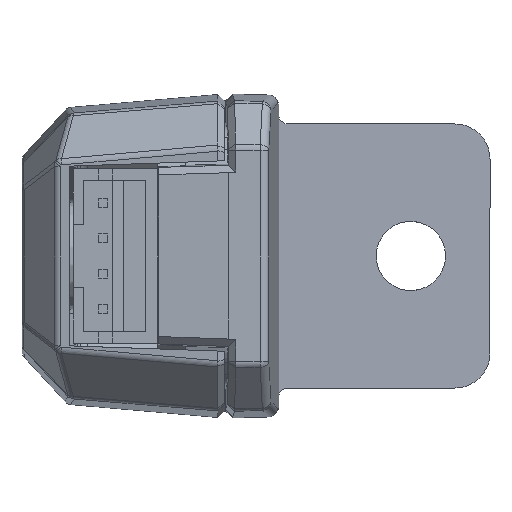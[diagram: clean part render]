
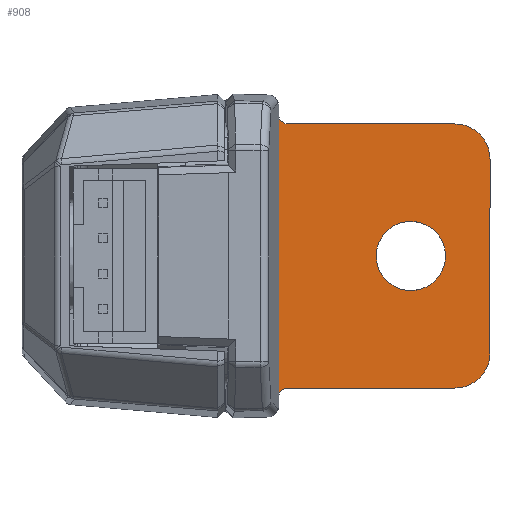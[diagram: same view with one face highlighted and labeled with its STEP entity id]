
A CAD part, left-side view. The second image highlights one B-rep face of the part: STEP entity #908.
In plain terms, the highlighted planar face has unit normal (-1, -0.009, 0).
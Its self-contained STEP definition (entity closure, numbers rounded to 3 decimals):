
#74 = CARTESIAN_POINT ( 'NONE',  ( -18.696, -0.569, 7.5 ) ) ;
#290 = CARTESIAN_POINT ( 'NONE',  ( -18.603, -11.238, 7.494 ) ) ;
#751 = ORIENTED_EDGE ( 'NONE', *, *, #17015, .T. ) ;
#908 = ADVANCED_FACE ( 'NONE', ( #12132, #10750 ), #8859, .T. ) ;
#1053 = VERTEX_POINT ( 'NONE', #74 ) ;
#1268 = VECTOR ( 'NONE', #12657, 1000. ) ;
#1415 = CARTESIAN_POINT ( 'NONE',  ( -18.613, -10.069, -7.495 ) ) ;
#1777 = CARTESIAN_POINT ( 'NONE',  ( -18.7, -0.07, 8. ) ) ;
#2184 = DIRECTION ( 'NONE',  ( -1., -0.009, 0. ) ) ;
#2717 = VERTEX_POINT ( 'NONE', #24483 ) ;
#2974 = ORIENTED_EDGE ( 'NONE', *, *, #19828, .F. ) ;
#3541 = CARTESIAN_POINT ( 'NONE',  ( -18.635, -7.57, 1.963 ) ) ;
#4026 = DIRECTION ( 'NONE',  ( 0., 0., 1. ) ) ;
#4265 = DIRECTION ( 'NONE',  ( 0., 0., -1. ) ) ;
#4469 = CARTESIAN_POINT ( 'NONE',  ( -18.7, -0.07, 0. ) ) ;
#4482 = CARTESIAN_POINT ( 'NONE',  ( -18.613, -10.069, 7.495 ) ) ;
#4566 = CARTESIAN_POINT ( 'NONE',  ( -18.595, -12.064, 6.667 ) ) ;
#4653 =( BOUNDED_CURVE ( )  B_SPLINE_CURVE ( 3, ( #3541, #23413, #10308, #12412, #20883, #12120, #5990 ),
 .UNSPECIFIED., .F., .F. ) 
 B_SPLINE_CURVE_WITH_KNOTS ( ( 4, 3, 4 ),
 ( 4.712, 6.283, 7.854 ),
 .UNSPECIFIED. ) 
 CURVE ( )  GEOMETRIC_REPRESENTATION_ITEM ( )  RATIONAL_B_SPLINE_CURVE ( ( 1., 0.805, 0.805, 1., 0.805, 0.805, 1. ) ) 
 REPRESENTATION_ITEM ( '' )  );
#5678 =( BOUNDED_CURVE ( )  B_SPLINE_CURVE ( 3, ( #17859, #11332, #15719, #26513 ),
 .UNSPECIFIED., .F., .F. ) 
 B_SPLINE_CURVE_WITH_KNOTS ( ( 4, 4 ),
 ( 2.514, 4.082 ),
 .UNSPECIFIED. ) 
 CURVE ( )  GEOMETRIC_REPRESENTATION_ITEM ( )  RATIONAL_B_SPLINE_CURVE ( ( 1., 0.805, 0.805, 1. ) ) 
 REPRESENTATION_ITEM ( '' )  );
#5956 = CARTESIAN_POINT ( 'NONE',  ( -18.613, -10.069, -7.495 ) ) ;
#5990 = CARTESIAN_POINT ( 'NONE',  ( -18.635, -7.57, -1.963 ) ) ;
#6194 = CARTESIAN_POINT ( 'NONE',  ( -18.635, -7.57, 1.963 ) ) ;
#6304 = LINE ( 'NONE', #8989, #12121 ) ;
#6727 = CARTESIAN_POINT ( 'NONE',  ( -18.635, -7.57, -1.963 ) ) ;
#7656 = VERTEX_POINT ( 'NONE', #12299 ) ;
#8111 = ORIENTED_EDGE ( 'NONE', *, *, #28109, .T. ) ;
#8752 = DIRECTION ( 'NONE',  ( 0.009, -1., 0. ) ) ;
#8859 = PLANE ( 'NONE',  #25718 ) ;
#8989 = CARTESIAN_POINT ( 'NONE',  ( -18.696, -0.569, 7.5 ) ) ;
#9450 = VERTEX_POINT ( 'NONE', #1415 ) ;
#9508 = EDGE_CURVE ( 'NONE', #9450, #7656, #12152, .T. ) ;
#9953 = VECTOR ( 'NONE', #4265, 1000. ) ;
#10025 = EDGE_CURVE ( 'NONE', #28213, #2717, #20313, .T. ) ;
#10308 = CARTESIAN_POINT ( 'NONE',  ( -18.617, -9.534, 1.151 ) ) ;
#10750 = FACE_OUTER_BOUND ( 'NONE', #15204, .T. ) ;
#10796 = EDGE_LOOP ( 'NONE', ( #17656, #21389 ) ) ;
#11068 = CARTESIAN_POINT ( 'NONE',  ( -18.635, -7.57, 1.963 ) ) ;
#11153 = EDGE_CURVE ( 'NONE', #11993, #24116, #4653, .T. ) ;
#11332 = CARTESIAN_POINT ( 'NONE',  ( -18.603, -11.238, -7.494 ) ) ;
#11993 = VERTEX_POINT ( 'NONE', #6194 ) ;
#12107 = EDGE_CURVE ( 'NONE', #24116, #11993, #14434, .T. ) ;
#12120 = CARTESIAN_POINT ( 'NONE',  ( -18.625, -8.72, -1.964 ) ) ;
#12121 = VECTOR ( 'NONE', #24142, 1000. ) ;
#12132 = FACE_BOUND ( 'NONE', #10796, .T. ) ;
#12152 = LINE ( 'NONE', #5956, #1268 ) ;
#12299 = CARTESIAN_POINT ( 'NONE',  ( -18.696, -0.569, -7.5 ) ) ;
#12336 = CARTESIAN_POINT ( 'NONE',  ( -18.7, -0.07, -8. ) ) ;
#12390 = CARTESIAN_POINT ( 'NONE',  ( -18.698, -0.276, 7.5 ) ) ;
#12412 = CARTESIAN_POINT ( 'NONE',  ( -18.617, -9.534, 0. ) ) ;
#12618 = CARTESIAN_POINT ( 'NONE',  ( -18.613, -10.069, 7.495 ) ) ;
#12627 = EDGE_CURVE ( 'NONE', #20618, #13958, #25936, .T. ) ;
#12657 = DIRECTION ( 'NONE',  ( -0.009, 1., -0.001 ) ) ;
#13159 = CARTESIAN_POINT ( 'NONE',  ( -18.595, -12.064, 5.496 ) ) ;
#13881 = CARTESIAN_POINT ( 'NONE',  ( -18.7, -0.07, -8. ) ) ;
#13958 = VERTEX_POINT ( 'NONE', #12336 ) ;
#14434 =( BOUNDED_CURVE ( )  B_SPLINE_CURVE ( 3, ( #15752, #22100, #26359, #11068 ),
 .UNSPECIFIED., .F., .F. ) 
 B_SPLINE_CURVE_WITH_KNOTS ( ( 4, 4 ),
 ( 1.571, 4.712 ),
 .UNSPECIFIED. ) 
 CURVE ( )  GEOMETRIC_REPRESENTATION_ITEM ( )  RATIONAL_B_SPLINE_CURVE ( ( 1., 0.334, 0.334, 1. ) ) 
 REPRESENTATION_ITEM ( '' )  );
#15204 = EDGE_LOOP ( 'NONE', ( #751, #24445, #8111, #18645, #20052, #2974, #27440, #22757 ) ) ;
#15615 = EDGE_CURVE ( 'NONE', #2717, #24821, #26638, .T. ) ;
#15719 = CARTESIAN_POINT ( 'NONE',  ( -18.595, -12.064, -6.667 ) ) ;
#15752 = CARTESIAN_POINT ( 'NONE',  ( -18.635, -7.57, -1.963 ) ) ;
#15994 = CARTESIAN_POINT ( 'NONE',  ( -18.595, -12.064, -5.496 ) ) ;
#17015 = EDGE_CURVE ( 'NONE', #13958, #7656, #27506, .T. ) ;
#17086 = CARTESIAN_POINT ( 'NONE',  ( -18.595, -12.064, 0. ) ) ;
#17656 = ORIENTED_EDGE ( 'NONE', *, *, #12107, .T. ) ;
#17859 = CARTESIAN_POINT ( 'NONE',  ( -18.613, -10.069, -7.495 ) ) ;
#17906 = VECTOR ( 'NONE', #4026, 1000. ) ;
#18645 = ORIENTED_EDGE ( 'NONE', *, *, #10025, .T. ) ;
#19114 =( BOUNDED_CURVE ( )  B_SPLINE_CURVE ( 3, ( #27311, #12390, #23388, #1777 ),
 .UNSPECIFIED., .F., .F. ) 
 B_SPLINE_CURVE_WITH_KNOTS ( ( 4, 4 ),
 ( 6.001, 7.57 ),
 .UNSPECIFIED. ) 
 CURVE ( )  GEOMETRIC_REPRESENTATION_ITEM ( )  RATIONAL_B_SPLINE_CURVE ( ( 1., 0.805, 0.805, 1. ) ) 
 REPRESENTATION_ITEM ( '' )  );
#19181 = EDGE_CURVE ( 'NONE', #1053, #20618, #19114, .T. ) ;
#19828 = EDGE_CURVE ( 'NONE', #1053, #24821, #6304, .T. ) ;
#20052 = ORIENTED_EDGE ( 'NONE', *, *, #15615, .T. ) ;
#20173 = CARTESIAN_POINT ( 'NONE',  ( -18.696, -0.569, -7.5 ) ) ;
#20313 = LINE ( 'NONE', #17086, #17906 ) ;
#20347 = CARTESIAN_POINT ( 'NONE',  ( -18.7, -0.07, -7.707 ) ) ;
#20618 = VERTEX_POINT ( 'NONE', #21252 ) ;
#20883 = CARTESIAN_POINT ( 'NONE',  ( -18.617, -9.534, -1.151 ) ) ;
#21252 = CARTESIAN_POINT ( 'NONE',  ( -18.7, -0.07, 8. ) ) ;
#21389 = ORIENTED_EDGE ( 'NONE', *, *, #11153, .T. ) ;
#22100 = CARTESIAN_POINT ( 'NONE',  ( -18.669, -3.646, -1.962 ) ) ;
#22435 = CARTESIAN_POINT ( 'NONE',  ( -18.698, -0.276, -7.5 ) ) ;
#22757 = ORIENTED_EDGE ( 'NONE', *, *, #12627, .T. ) ;
#23388 = CARTESIAN_POINT ( 'NONE',  ( -18.7, -0.07, 7.707 ) ) ;
#23413 = CARTESIAN_POINT ( 'NONE',  ( -18.625, -8.72, 1.964 ) ) ;
#24116 = VERTEX_POINT ( 'NONE', #6727 ) ;
#24142 = DIRECTION ( 'NONE',  ( 0.009, -1., -0.001 ) ) ;
#24445 = ORIENTED_EDGE ( 'NONE', *, *, #9508, .F. ) ;
#24483 = CARTESIAN_POINT ( 'NONE',  ( -18.595, -12.064, 5.496 ) ) ;
#24821 = VERTEX_POINT ( 'NONE', #12618 ) ;
#25718 = AXIS2_PLACEMENT_3D ( 'NONE', #26070, #2184, #8752 ) ;
#25936 = LINE ( 'NONE', #4469, #9953 ) ;
#26070 = CARTESIAN_POINT ( 'NONE',  ( -18.7, -0.07, 0. ) ) ;
#26359 = CARTESIAN_POINT ( 'NONE',  ( -18.669, -3.646, 1.962 ) ) ;
#26513 = CARTESIAN_POINT ( 'NONE',  ( -18.595, -12.064, -5.496 ) ) ;
#26638 =( BOUNDED_CURVE ( )  B_SPLINE_CURVE ( 3, ( #13159, #4566, #290, #4482 ),
 .UNSPECIFIED., .F., .F. ) 
 B_SPLINE_CURVE_WITH_KNOTS ( ( 4, 4 ),
 ( 5.343, 6.911 ),
 .UNSPECIFIED. ) 
 CURVE ( )  GEOMETRIC_REPRESENTATION_ITEM ( )  RATIONAL_B_SPLINE_CURVE ( ( 1., 0.805, 0.805, 1. ) ) 
 REPRESENTATION_ITEM ( '' )  );
#27311 = CARTESIAN_POINT ( 'NONE',  ( -18.696, -0.569, 7.5 ) ) ;
#27440 = ORIENTED_EDGE ( 'NONE', *, *, #19181, .T. ) ;
#27506 =( BOUNDED_CURVE ( )  B_SPLINE_CURVE ( 3, ( #13881, #20347, #22435, #20173 ),
 .UNSPECIFIED., .F., .F. ) 
 B_SPLINE_CURVE_WITH_KNOTS ( ( 4, 4 ),
 ( 1.854, 3.424 ),
 .UNSPECIFIED. ) 
 CURVE ( )  GEOMETRIC_REPRESENTATION_ITEM ( )  RATIONAL_B_SPLINE_CURVE ( ( 1., 0.805, 0.805, 1. ) ) 
 REPRESENTATION_ITEM ( '' )  );
#28109 = EDGE_CURVE ( 'NONE', #9450, #28213, #5678, .T. ) ;
#28213 = VERTEX_POINT ( 'NONE', #15994 ) ;
